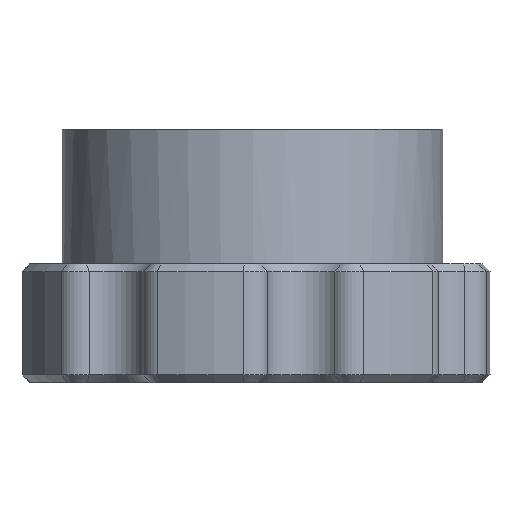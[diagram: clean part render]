
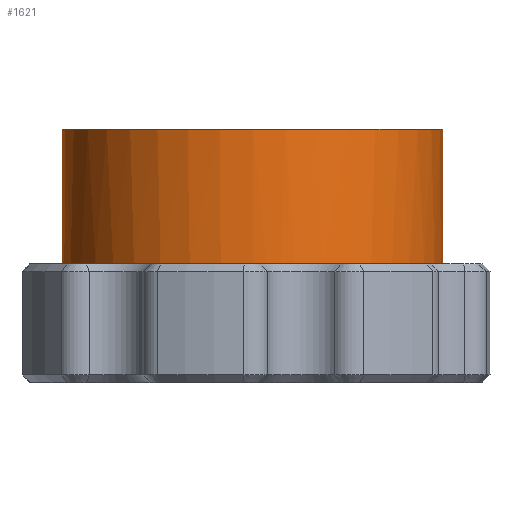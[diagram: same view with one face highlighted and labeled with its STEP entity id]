
A CAD part, left-side view. The second image highlights one B-rep face of the part: STEP entity #1621.
In plain terms, the highlighted cylindrical face has radius 24 mm (diameter 48 mm), a full revolution.
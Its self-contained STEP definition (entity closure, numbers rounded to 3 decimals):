
#101=FACE_OUTER_BOUND('',#211,.T.);
#211=EDGE_LOOP('',(#1136,#1137,#1138,#1139,#1140,#1141,#1142,#1143,#1144,
#1145,#1146));
#309=CIRCLE('',#1743,24.);
#310=CIRCLE('',#1746,24.);
#311=CIRCLE('',#1747,24.);
#312=CIRCLE('',#1748,24.);
#313=CIRCLE('',#1749,24.);
#314=CIRCLE('',#1750,24.);
#315=CIRCLE('',#1751,24.);
#316=CIRCLE('',#1752,24.);
#317=CIRCLE('',#1753,24.);
#475=LINE('',#4625,#568);
#568=VECTOR('',#2026,24.);
#681=VERTEX_POINT('',#4605);
#682=VERTEX_POINT('',#4609);
#683=VERTEX_POINT('',#4610);
#684=VERTEX_POINT('',#4612);
#685=VERTEX_POINT('',#4614);
#686=VERTEX_POINT('',#4616);
#687=VERTEX_POINT('',#4618);
#688=VERTEX_POINT('',#4620);
#689=VERTEX_POINT('',#4622);
#844=EDGE_CURVE('',#681,#681,#309,.T.);
#845=EDGE_CURVE('',#682,#683,#310,.T.);
#846=EDGE_CURVE('',#684,#682,#311,.T.);
#847=EDGE_CURVE('',#685,#684,#312,.T.);
#848=EDGE_CURVE('',#686,#685,#313,.T.);
#849=EDGE_CURVE('',#687,#686,#314,.T.);
#850=EDGE_CURVE('',#688,#687,#315,.T.);
#851=EDGE_CURVE('',#689,#688,#316,.T.);
#852=EDGE_CURVE('',#683,#689,#317,.T.);
#853=EDGE_CURVE('',#683,#681,#475,.T.);
#1136=ORIENTED_EDGE('',*,*,#845,.F.);
#1137=ORIENTED_EDGE('',*,*,#846,.F.);
#1138=ORIENTED_EDGE('',*,*,#847,.F.);
#1139=ORIENTED_EDGE('',*,*,#848,.F.);
#1140=ORIENTED_EDGE('',*,*,#849,.F.);
#1141=ORIENTED_EDGE('',*,*,#850,.F.);
#1142=ORIENTED_EDGE('',*,*,#851,.F.);
#1143=ORIENTED_EDGE('',*,*,#852,.F.);
#1144=ORIENTED_EDGE('',*,*,#853,.T.);
#1145=ORIENTED_EDGE('',*,*,#844,.T.);
#1146=ORIENTED_EDGE('',*,*,#853,.F.);
#1577=CYLINDRICAL_SURFACE('',#1745,24.);
#1621=ADVANCED_FACE('',(#101),#1577,.T.);
#1743=AXIS2_PLACEMENT_3D('',#4606,#2004,#2005);
#1745=AXIS2_PLACEMENT_3D('',#4608,#2008,#2009);
#1746=AXIS2_PLACEMENT_3D('',#4611,#2010,#2011);
#1747=AXIS2_PLACEMENT_3D('',#4613,#2012,#2013);
#1748=AXIS2_PLACEMENT_3D('',#4615,#2014,#2015);
#1749=AXIS2_PLACEMENT_3D('',#4617,#2016,#2017);
#1750=AXIS2_PLACEMENT_3D('',#4619,#2018,#2019);
#1751=AXIS2_PLACEMENT_3D('',#4621,#2020,#2021);
#1752=AXIS2_PLACEMENT_3D('',#4623,#2022,#2023);
#1753=AXIS2_PLACEMENT_3D('',#4624,#2024,#2025);
#2004=DIRECTION('center_axis',(0.,0.,-1.));
#2005=DIRECTION('ref_axis',(1.,0.,0.));
#2008=DIRECTION('center_axis',(0.,0.,-1.));
#2009=DIRECTION('ref_axis',(1.,0.,0.));
#2010=DIRECTION('center_axis',(0.,0.,-1.));
#2011=DIRECTION('ref_axis',(1.,0.,0.));
#2012=DIRECTION('center_axis',(0.,0.,-1.));
#2013=DIRECTION('ref_axis',(1.,0.,0.));
#2014=DIRECTION('center_axis',(0.,0.,-1.));
#2015=DIRECTION('ref_axis',(1.,0.,0.));
#2016=DIRECTION('center_axis',(0.,0.,-1.));
#2017=DIRECTION('ref_axis',(1.,0.,0.));
#2018=DIRECTION('center_axis',(0.,0.,-1.));
#2019=DIRECTION('ref_axis',(1.,0.,0.));
#2020=DIRECTION('center_axis',(0.,0.,-1.));
#2021=DIRECTION('ref_axis',(1.,0.,0.));
#2022=DIRECTION('center_axis',(0.,0.,-1.));
#2023=DIRECTION('ref_axis',(1.,0.,0.));
#2024=DIRECTION('center_axis',(0.,0.,-1.));
#2025=DIRECTION('ref_axis',(1.,0.,0.));
#2026=DIRECTION('',(0.,0.,1.));
#4605=CARTESIAN_POINT('',(-24.,0.,-250.));
#4606=CARTESIAN_POINT('Origin',(0.,0.,-250.));
#4608=CARTESIAN_POINT('Origin',(0.,0.,-202.));
#4609=CARTESIAN_POINT('',(-23.398,-5.341,-267.));
#4610=CARTESIAN_POINT('',(-24.,0.,-267.));
#4611=CARTESIAN_POINT('Origin',(0.,0.,-267.));
#4612=CARTESIAN_POINT('',(-10.413,-21.623,-267.));
#4613=CARTESIAN_POINT('Origin',(0.,0.,-267.));
#4614=CARTESIAN_POINT('',(10.413,-21.623,-267.));
#4615=CARTESIAN_POINT('Origin',(0.,0.,-267.));
#4616=CARTESIAN_POINT('',(23.398,-5.341,-267.));
#4617=CARTESIAN_POINT('Origin',(0.,0.,-267.));
#4618=CARTESIAN_POINT('',(18.764,14.964,-267.));
#4619=CARTESIAN_POINT('Origin',(0.,0.,-267.));
#4620=CARTESIAN_POINT('',(0.,24.,-267.));
#4621=CARTESIAN_POINT('Origin',(0.,0.,-267.));
#4622=CARTESIAN_POINT('',(-18.764,14.964,-267.));
#4623=CARTESIAN_POINT('Origin',(0.,0.,-267.));
#4624=CARTESIAN_POINT('Origin',(0.,0.,-267.));
#4625=CARTESIAN_POINT('',(-24.,0.,-202.));
